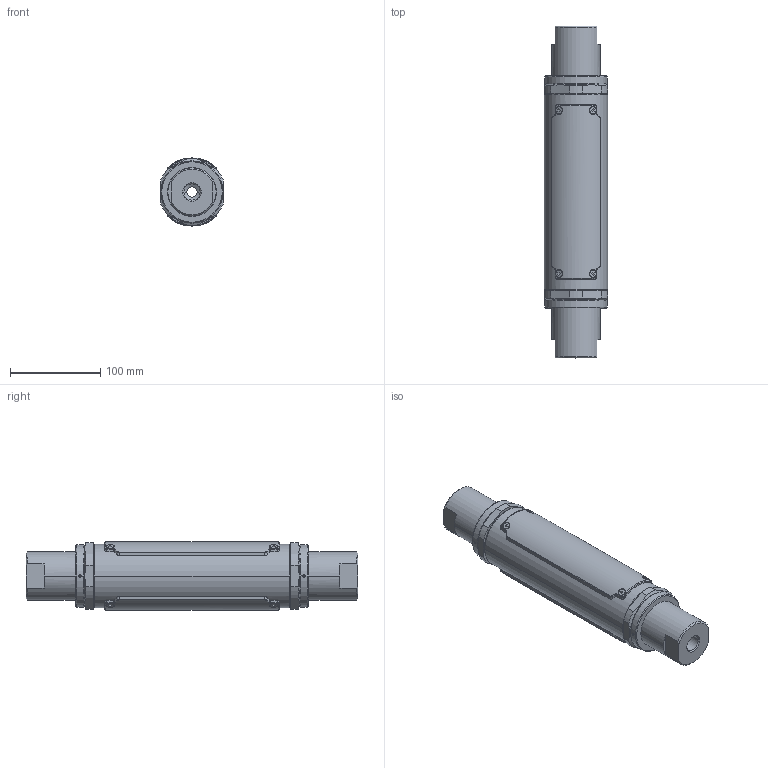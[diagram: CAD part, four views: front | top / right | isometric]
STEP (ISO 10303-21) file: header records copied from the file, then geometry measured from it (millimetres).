
FILE_DESCRIPTION (( 'STEP AP203' ), '1' );
FILE_NAME ('1624-SF-2-AA-0-0.STEP', '2022-02-04T15:09:23', ( '' ), ( '' ), 'SwSTEP 2.0', 'SolidWorks 2020', '' );
FILE_SCHEMA (( 'CONFIG_CONTROL_DESIGN' ));
Length unit declared in the file: inch
Products named in the file (1): 1624-SF-2-AA-0-0
Bounding box: 70 x 368.2 x 75.48 mm (x, y, z)
Volume: 479325.2 mm3; surface area: 201203.9 mm2
Topology: 17 solids, 17 shells, 696 faces, 1680 edges, 1048 vertices
Faces by surface type: cylinder 216, bspline 204, plane 164, cone 100, torus 12
Entity records: 35257 total; most frequent: CARTESIAN_POINT 20443, ORIENTED_EDGE 3360, DIRECTION 2564, EDGE_CURVE 1680, VERTEX_POINT 1048, AXIS2_PLACEMENT_3D 985, EDGE_LOOP 792, FACE_OUTER_BOUND 696
